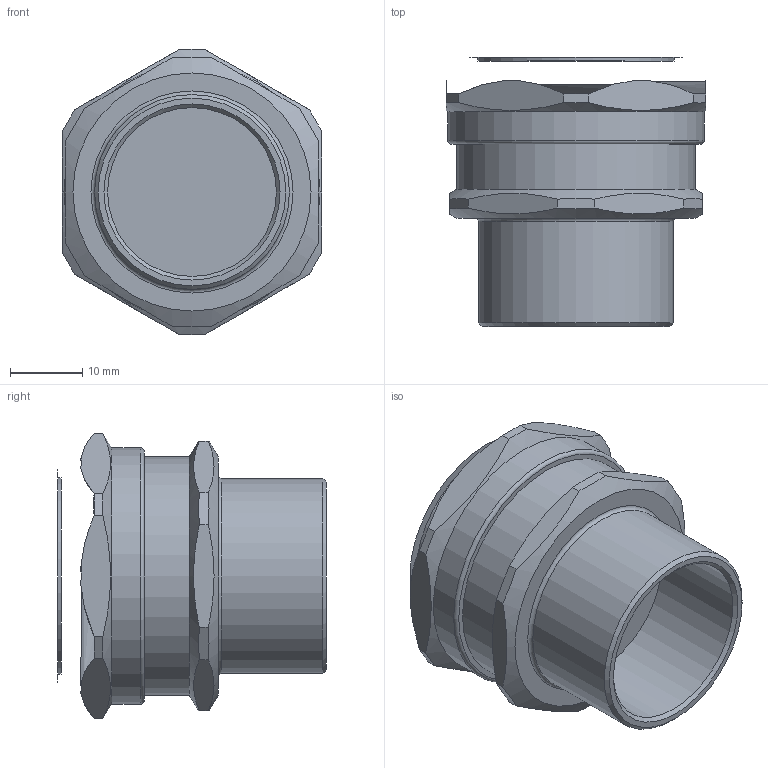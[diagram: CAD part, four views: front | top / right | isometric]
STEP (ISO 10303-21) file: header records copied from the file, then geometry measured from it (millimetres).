
FILE_DESCRIPTION(/* description */ ('','CAx-IF Rec.Pracs.---Representation and Presentation of Product Manufacturing Information (PMI)---4.0---2014-10-13'),/* implementation_level */ '2;1');
FILE_NAME(/* name */ 'ЗЭТАРУС МВВ-М25-МР22.stp',/* time_stamp */ '2022-08-22T08:20:32+07:00',/* author */ ('zeta-09'),/* organization */ (''),/* preprocessor_version */ 'ST-DEVELOPER v18.1',/* originating_system */ 'Autodesk Inventor 2021',/* authorisation */ '');
FILE_SCHEMA (('AP242_MANAGED_MODEL_BASED_3D_ENGINEERING_MIM_LF { 1 0 10303 442 1 1 4 }'));
Length unit declared in the file: millimetre
Products named in the file (1): Деталь2
Bounding box: 36 x 37.27 x 39.57 mm (x, y, z)
Volume: 23187.1 mm3; surface area: 8021.6 mm2
Topology: 1 solids, 3 shells, 45 faces, 109 edges, 72 vertices
Faces by surface type: plane 32, cone 6, cylinder 5, torus 2
Full cylindrical faces by diameter (mm): 23.4 x1, 27 x1, 27.2 x1, 33 x1, 35.5 x1
Entity records: 1442 total; most frequent: CARTESIAN_POINT 348, ORIENTED_EDGE 216, DIRECTION 197, EDGE_CURVE 109, AXIS2_PLACEMENT_3D 81, VERTEX_POINT 72, EDGE_LOOP 49, STYLED_ITEM 45
